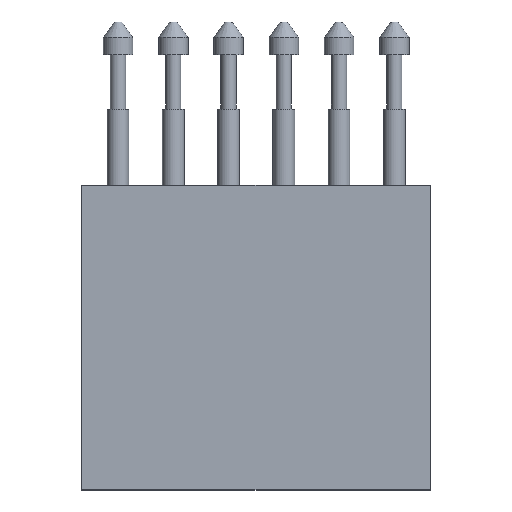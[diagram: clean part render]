
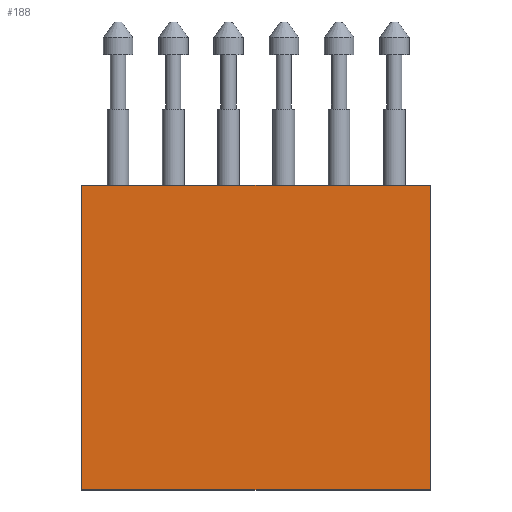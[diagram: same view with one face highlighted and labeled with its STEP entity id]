
A CAD part, top view. The second image highlights one B-rep face of the part: STEP entity #188.
In plain terms, the highlighted planar face has unit normal (0, 0, 1).
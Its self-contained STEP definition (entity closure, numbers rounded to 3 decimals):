
#59 = VERTEX_POINT('',#60);
#60 = CARTESIAN_POINT('',(0.,0.,2.6));
#75 = VERTEX_POINT('',#76);
#76 = CARTESIAN_POINT('',(0.,14.,2.6));
#82 = EDGE_CURVE('',#59,#75,#83,.T.);
#83 = LINE('',#84,#85);
#84 = CARTESIAN_POINT('',(0.,0.,2.6));
#85 = VECTOR('',#86,1.);
#86 = DIRECTION('',(-0.,1.,0.));
#99 = VERTEX_POINT('',#100);
#100 = CARTESIAN_POINT('',(16.,0.,2.6));
#115 = VERTEX_POINT('',#116);
#116 = CARTESIAN_POINT('',(16.,14.,2.6));
#122 = EDGE_CURVE('',#99,#115,#123,.T.);
#123 = LINE('',#124,#125);
#124 = CARTESIAN_POINT('',(16.,0.,2.6));
#125 = VECTOR('',#126,1.);
#126 = DIRECTION('',(-0.,1.,0.));
#143 = EDGE_CURVE('',#59,#99,#144,.T.);
#144 = LINE('',#145,#146);
#145 = CARTESIAN_POINT('',(0.,0.,2.6));
#146 = VECTOR('',#147,1.);
#147 = DIRECTION('',(1.,0.,-0.));
#165 = EDGE_CURVE('',#75,#115,#166,.T.);
#166 = LINE('',#167,#168);
#167 = CARTESIAN_POINT('',(0.,14.,2.6));
#168 = VECTOR('',#169,1.);
#169 = DIRECTION('',(1.,0.,-0.));
#188 = ADVANCED_FACE('',(#189),#195,.T.);
#189 = FACE_BOUND('',#190,.T.);
#190 = EDGE_LOOP('',(#191,#192,#193,#194));
#191 = ORIENTED_EDGE('',*,*,#82,.F.);
#192 = ORIENTED_EDGE('',*,*,#143,.T.);
#193 = ORIENTED_EDGE('',*,*,#122,.T.);
#194 = ORIENTED_EDGE('',*,*,#165,.F.);
#195 = PLANE('',#196);
#196 = AXIS2_PLACEMENT_3D('',#197,#198,#199);
#197 = CARTESIAN_POINT('',(0.,0.,2.6));
#198 = DIRECTION('',(0.,0.,1.));
#199 = DIRECTION('',(1.,0.,-0.));
